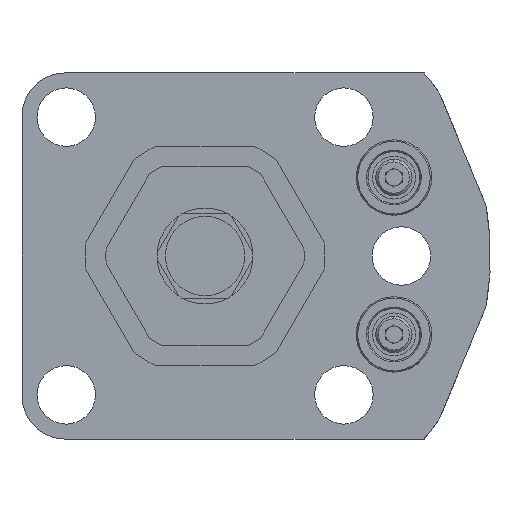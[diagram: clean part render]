
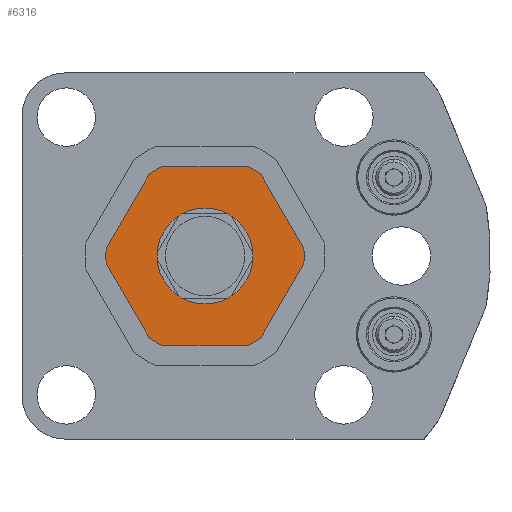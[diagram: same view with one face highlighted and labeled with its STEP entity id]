
A CAD part, left-side view. The second image highlights one B-rep face of the part: STEP entity #6316.
In plain terms, the highlighted planar face has unit normal (-1, 0, 0).
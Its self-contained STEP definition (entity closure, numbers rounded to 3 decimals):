
#2293=CARTESIAN_POINT('',(-44.267,0.,0.));
#2294=DIRECTION('',(-1.,0.,0.));
#2295=DIRECTION('',(0.,-0.997,-0.073));
#2296=AXIS2_PLACEMENT_3D('',#2293,#2294,#2295);
#2308=CARTESIAN_POINT('',(-44.267,0.,0.));
#2309=DIRECTION('',(-1.,0.,0.));
#2310=DIRECTION('',(0.,0.997,0.073));
#2311=AXIS2_PLACEMENT_3D('',#2308,#2309,#2310);
#2360=DIRECTION('',(0.,-0.5,-0.866));
#2361=VECTOR('',#2360,13.077);
#2362=CARTESIAN_POINT('',(-44.267,-8.422,12.412));
#2363=LINE('',#2362,#2361);
#2367=DIRECTION('',(0.,0.5,-0.866));
#2368=VECTOR('',#2367,13.077);
#2369=CARTESIAN_POINT('',(-44.267,-14.961,-1.088));
#2370=LINE('',#2369,#2368);
#2374=CARTESIAN_POINT('',(-44.267,0.,0.));
#2375=DIRECTION('',(-1.,0.,0.));
#2376=DIRECTION('',(0.,-0.436,-0.9));
#2377=AXIS2_PLACEMENT_3D('',#2374,#2375,#2376);
#2382=DIRECTION('',(0.,1.,0.));
#2383=VECTOR('',#2382,13.077);
#2384=CARTESIAN_POINT('',(-44.267,-6.538,-13.5));
#2385=LINE('',#2384,#2383);
#2389=CARTESIAN_POINT('',(-44.267,0.,0.));
#2390=DIRECTION('',(-1.,0.,0.));
#2391=DIRECTION('',(0.,0.561,-0.827));
#2392=AXIS2_PLACEMENT_3D('',#2389,#2390,#2391);
#2397=DIRECTION('',(0.,0.5,0.866));
#2398=VECTOR('',#2397,13.077);
#2399=CARTESIAN_POINT('',(-44.267,8.422,-12.412));
#2400=LINE('',#2399,#2398);
#2404=DIRECTION('',(0.,-0.5,0.866));
#2405=VECTOR('',#2404,13.077);
#2406=CARTESIAN_POINT('',(-44.267,14.961,1.088));
#2407=LINE('',#2406,#2405);
#2411=CARTESIAN_POINT('',(-44.267,0.,0.));
#2412=DIRECTION('',(1.,0.,0.));
#2413=DIRECTION('',(0.,0.561,0.827));
#2414=AXIS2_PLACEMENT_3D('',#2411,#2412,#2413);
#2419=DIRECTION('',(0.,-1.,0.));
#2420=VECTOR('',#2419,13.077);
#2421=CARTESIAN_POINT('',(-44.267,6.538,13.5));
#2422=LINE('',#2421,#2420);
#2426=CARTESIAN_POINT('',(-44.267,0.,0.));
#2427=DIRECTION('',(1.,0.,0.));
#2428=DIRECTION('',(0.,-0.436,0.9));
#2429=AXIS2_PLACEMENT_3D('',#2426,#2427,#2428);
#2434=CARTESIAN_POINT('',(-44.267,0.,0.));
#2435=DIRECTION('',(1.,0.,0.));
#2436=DIRECTION('',(0.,1.,0.));
#2437=AXIS2_PLACEMENT_3D('',#2434,#2435,#2436);
#2456=CARTESIAN_POINT('',(-44.267,0.,0.));
#2457=DIRECTION('',(-1.,0.,0.));
#2458=DIRECTION('',(0.,1.,0.));
#2459=AXIS2_PLACEMENT_3D('',#2456,#2457,#2458);
#4051=CARTESIAN_POINT('',(-44.267,1.7,0.));
#4053=VERTEX_POINT('',#4051);
#4055=CARTESIAN_POINT('',(-44.267,-1.7,0.));
#4057=VERTEX_POINT('',#4055);
#4147=CARTESIAN_POINT('',(-44.267,-8.422,12.412));
#4149=VERTEX_POINT('',#4147);
#4151=CARTESIAN_POINT('',(-44.267,-14.961,1.088));
#4153=VERTEX_POINT('',#4151);
#4155=CARTESIAN_POINT('',(-44.267,14.961,1.088));
#4157=VERTEX_POINT('',#4155);
#4159=CARTESIAN_POINT('',(-44.267,8.422,12.412));
#4161=VERTEX_POINT('',#4159);
#4163=CARTESIAN_POINT('',(-44.267,6.538,13.5));
#4165=VERTEX_POINT('',#4163);
#4167=CARTESIAN_POINT('',(-44.267,-6.538,13.5));
#4169=VERTEX_POINT('',#4167);
#4171=CARTESIAN_POINT('',(-44.267,-14.961,-1.088));
#4172=CARTESIAN_POINT('',(-44.267,-8.422,-12.412));
#4173=VERTEX_POINT('',#4171);
#4174=VERTEX_POINT('',#4172);
#4175=CARTESIAN_POINT('',(-44.267,-6.538,-13.5));
#4176=CARTESIAN_POINT('',(-44.267,6.538,-13.5));
#4177=VERTEX_POINT('',#4175);
#4178=VERTEX_POINT('',#4176);
#4179=CARTESIAN_POINT('',(-44.267,8.422,-12.412));
#4180=CARTESIAN_POINT('',(-44.267,14.961,-1.088));
#4181=VERTEX_POINT('',#4179);
#4182=VERTEX_POINT('',#4180);
#6286=CARTESIAN_POINT('',(-44.267,0.,0.));
#6287=DIRECTION('',(1.,0.,0.));
#6288=DIRECTION('',(0.,-1.,0.));
#6289=AXIS2_PLACEMENT_3D('',#6286,#6287,#6288);
#6290=PLANE('',#6289);
#6292=ORIENTED_EDGE('',*,*,#6291,.T.);
#6293=ORIENTED_EDGE('',*,*,#6236,.F.);
#6295=ORIENTED_EDGE('',*,*,#6294,.T.);
#6296=ORIENTED_EDGE('',*,*,#6208,.F.);
#6297=ORIENTED_EDGE('',*,*,#6278,.T.);
#6298=ORIENTED_EDGE('',*,*,#6193,.F.);
#6300=ORIENTED_EDGE('',*,*,#6299,.T.);
#6301=ORIENTED_EDGE('',*,*,#6248,.F.);
#6303=ORIENTED_EDGE('',*,*,#6302,.T.);
#6304=ORIENTED_EDGE('',*,*,#6268,.T.);
#6306=ORIENTED_EDGE('',*,*,#6305,.T.);
#6307=ORIENTED_EDGE('',*,*,#6220,.T.);
#6308=EDGE_LOOP('',(#6292,#6293,#6295,#6296,#6297,#6298,#6300,#6301,#6303,#6304,
#6306,#6307));
#6309=FACE_OUTER_BOUND('',#6308,.F.);
#6311=ORIENTED_EDGE('',*,*,#6310,.F.);
#6313=ORIENTED_EDGE('',*,*,#6312,.T.);
#6314=EDGE_LOOP('',(#6311,#6313));
#6315=FACE_BOUND('',#6314,.F.);
#2297=CIRCLE('',#2296,15.);
#2312=CIRCLE('',#2311,15.);
#2378=CIRCLE('',#2377,15.);
#2393=CIRCLE('',#2392,15.);
#2415=CIRCLE('',#2414,15.);
#2430=CIRCLE('',#2429,15.);
#2438=CIRCLE('',#2437,1.7);
#2460=CIRCLE('',#2459,1.7);
#6193=EDGE_CURVE('',#4181,#4178,#2393,.T.);
#6208=EDGE_CURVE('',#4177,#4174,#2378,.T.);
#6220=EDGE_CURVE('',#4169,#4149,#2430,.T.);
#6236=EDGE_CURVE('',#4173,#4153,#2297,.T.);
#6248=EDGE_CURVE('',#4157,#4182,#2312,.T.);
#6268=EDGE_CURVE('',#4161,#4165,#2415,.T.);
#6278=EDGE_CURVE('',#4177,#4178,#2385,.T.);
#6291=EDGE_CURVE('',#4149,#4153,#2363,.T.);
#6294=EDGE_CURVE('',#4173,#4174,#2370,.T.);
#6299=EDGE_CURVE('',#4181,#4182,#2400,.T.);
#6302=EDGE_CURVE('',#4157,#4161,#2407,.T.);
#6305=EDGE_CURVE('',#4165,#4169,#2422,.T.);
#6310=EDGE_CURVE('',#4053,#4057,#2438,.T.);
#6312=EDGE_CURVE('',#4053,#4057,#2460,.T.);
#6316=ADVANCED_FACE('',(#6309,#6315),#6290,.F.);
